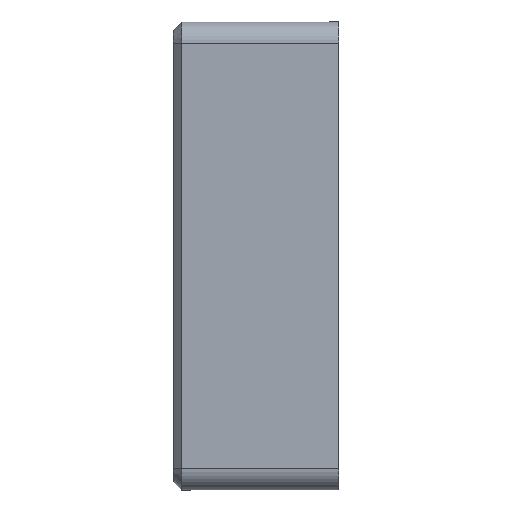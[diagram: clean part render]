
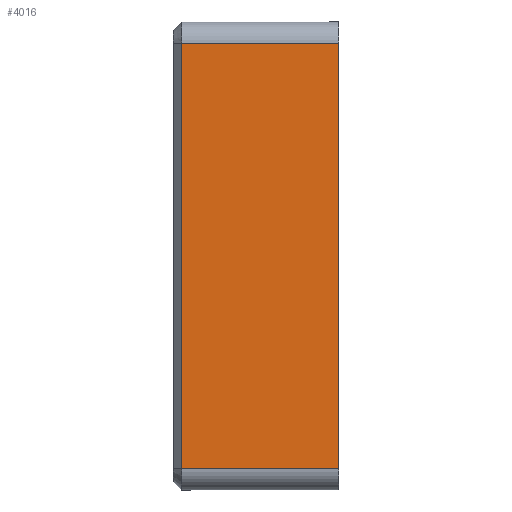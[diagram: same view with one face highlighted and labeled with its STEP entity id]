
A CAD part, left-side view. The second image highlights one B-rep face of the part: STEP entity #4016.
In plain terms, the highlighted planar face has unit normal (-1, 0, 0).
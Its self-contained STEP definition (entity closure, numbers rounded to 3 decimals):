
#161=PLANE('',#4428);
#365=FACE_OUTER_BOUND('',#623,.T.);
#623=EDGE_LOOP('',(#3430,#3431,#3432,#3433));
#935=LINE('',#7005,#1297);
#949=LINE('',#7056,#1311);
#956=LINE('',#7076,#1318);
#958=LINE('',#7079,#1320);
#1297=VECTOR('',#5404,10.);
#1311=VECTOR('',#5450,10.);
#1318=VECTOR('',#5475,10.);
#1320=VECTOR('',#5479,10.);
#1881=VERTEX_POINT('',#7002);
#1882=VERTEX_POINT('',#7004);
#1902=VERTEX_POINT('',#7050);
#1903=VERTEX_POINT('',#7054);
#2399=EDGE_CURVE('',#1882,#1881,#935,.T.);
#2426=EDGE_CURVE('',#1902,#1903,#949,.T.);
#2436=EDGE_CURVE('',#1903,#1881,#956,.T.);
#2438=EDGE_CURVE('',#1882,#1902,#958,.T.);
#3430=ORIENTED_EDGE('',*,*,#2426,.F.);
#3431=ORIENTED_EDGE('',*,*,#2438,.F.);
#3432=ORIENTED_EDGE('',*,*,#2399,.T.);
#3433=ORIENTED_EDGE('',*,*,#2436,.F.);
#4016=ADVANCED_FACE('',(#365),#161,.T.);
#4428=AXIS2_PLACEMENT_3D('',#7078,#5477,#5478);
#5404=DIRECTION('',(0.,0.,1.));
#5450=DIRECTION('',(0.,0.,1.));
#5475=DIRECTION('',(0.,-1.,0.));
#5477=DIRECTION('center_axis',(-1.,0.,0.));
#5478=DIRECTION('ref_axis',(0.,0.,
1.));
#5479=DIRECTION('',(0.,1.,0.));
#7002=CARTESIAN_POINT('',(-44.,23.242,5.467));
#7004=CARTESIAN_POINT('',(-44.,23.242,-94.533));
#7005=CARTESIAN_POINT('',(-44.,23.242,-72.033));
#7050=CARTESIAN_POINT('',(-44.,60.242,-94.533));
#7054=CARTESIAN_POINT('',(-44.,60.242,5.467));
#7056=CARTESIAN_POINT('',(-44.,60.242,-72.033));
#7076=CARTESIAN_POINT('',(-44.,28.242,5.467));
#7078=CARTESIAN_POINT('Origin',(-44.,28.242,-99.533));
#7079=CARTESIAN_POINT('',(-44.,28.242,-94.533));
